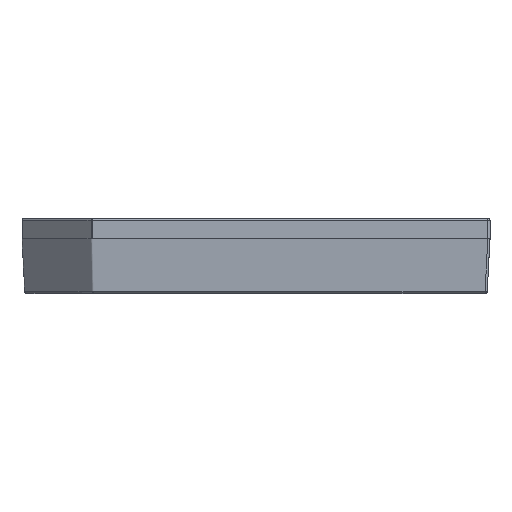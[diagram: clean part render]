
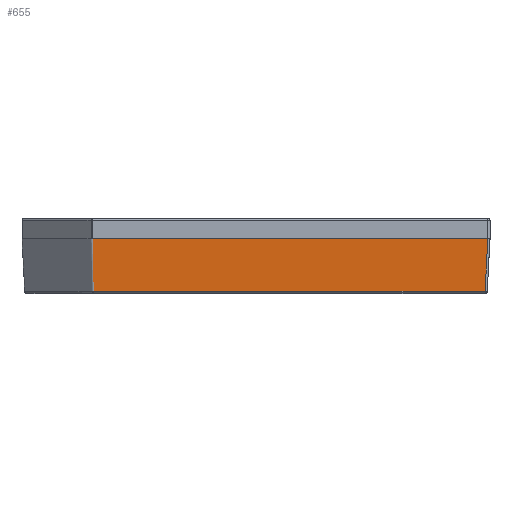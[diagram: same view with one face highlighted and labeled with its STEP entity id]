
A CAD part, top view. The second image highlights one B-rep face of the part: STEP entity #655.
In plain terms, the highlighted planar face has unit normal (0, -0.052, 0.999).
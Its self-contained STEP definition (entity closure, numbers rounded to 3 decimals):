
#46 = CARTESIAN_POINT ( 'NONE',  ( -7.509, 0., 9.1 ) ) ;
#655 = ADVANCED_FACE ( 'NONE', ( #13491 ), #13762, .F. ) ;
#1031 = EDGE_CURVE ( 'NONE', #4272, #9882, #1364, .T. ) ;
#1172 = CARTESIAN_POINT ( 'NONE',  ( -7.55, -2.405, 8.974 ) ) ;
#1364 = LINE ( 'NONE', #8120, #8221 ) ;
#1771 = EDGE_CURVE ( 'NONE', #6566, #9882, #16131, .T. ) ;
#1939 = ORIENTED_EDGE ( 'NONE', *, *, #15786, .F. ) ;
#1996 = CARTESIAN_POINT ( 'NONE',  ( -7.55, 0., 9.1 ) ) ;
#3517 = VERTEX_POINT ( 'NONE', #10253 ) ;
#3534 = ORIENTED_EDGE ( 'NONE', *, *, #12765, .F. ) ;
#3945 = DIRECTION ( 'NONE',  ( 1., 0., 0. ) ) ;
#4178 = EDGE_CURVE ( 'NONE', #6076, #3517, #11588, .T. ) ;
#4272 = VERTEX_POINT ( 'NONE', #13447 ) ;
#4608 = DIRECTION ( 'NONE',  ( 1., 0., 0. ) ) ;
#5077 = CARTESIAN_POINT ( 'NONE',  ( -7.509, 0.001, 9.1 ) ) ;
#5216 = DIRECTION ( 'NONE',  ( 1., 0., 0. ) ) ;
#5399 = VECTOR ( 'NONE', #5216, 1000. ) ;
#5758 = EDGE_LOOP ( 'NONE', ( #8138, #11737, #15473, #1939, #3534, #16900 ) ) ;
#5834 = CARTESIAN_POINT ( 'NONE',  ( 10.65, 0., 9.1 ) ) ;
#6076 = VERTEX_POINT ( 'NONE', #11257 ) ;
#6566 = VERTEX_POINT ( 'NONE', #5834 ) ;
#7245 = CARTESIAN_POINT ( 'NONE',  ( 10.65, 0., 9.1 ) ) ;
#7552 = DIRECTION ( 'NONE',  ( 1., 0., 0. ) ) ;
#7655 = LINE ( 'NONE', #12794, #13004 ) ;
#8120 = CARTESIAN_POINT ( 'NONE',  ( 10.6, -0.949, 9.05 ) ) ;
#8138 = ORIENTED_EDGE ( 'NONE', *, *, #14208, .T. ) ;
#8221 = VECTOR ( 'NONE', #17263, 1000. ) ;
#9042 = AXIS2_PLACEMENT_3D ( 'NONE', #10205, #14291, #7552 ) ;
#9473 = CARTESIAN_POINT ( 'NONE',  ( -7.55, 0., 9.1 ) ) ;
#9882 = VERTEX_POINT ( 'NONE', #7245 ) ;
#10205 = CARTESIAN_POINT ( 'NONE',  ( -7.55, 0., 9.1 ) ) ;
#10253 = CARTESIAN_POINT ( 'NONE',  ( -7.456, -2.405, 8.974 ) ) ;
#11257 = CARTESIAN_POINT ( 'NONE',  ( -7.509, 0., 9.1 ) ) ;
#11406 = LINE ( 'NONE', #1996, #13428 ) ;
#11588 = LINE ( 'NONE', #5077, #11931 ) ;
#11737 = ORIENTED_EDGE ( 'NONE', *, *, #1031, .T. ) ;
#11931 = VECTOR ( 'NONE', #17008, 1000. ) ;
#12556 = DIRECTION ( 'NONE',  ( 1., 0., 0. ) ) ;
#12765 = EDGE_CURVE ( 'NONE', #6076, #13971, #7655, .T. ) ;
#12794 = CARTESIAN_POINT ( 'NONE',  ( -7.55, 0., 9.1 ) ) ;
#13004 = VECTOR ( 'NONE', #4608, 1000. ) ;
#13428 = VECTOR ( 'NONE', #12556, 1000. ) ;
#13447 = CARTESIAN_POINT ( 'NONE',  ( 10.524, -2.405, 8.974 ) ) ;
#13491 = FACE_OUTER_BOUND ( 'NONE', #5758, .T. ) ;
#13762 = PLANE ( 'NONE',  #9042 ) ;
#13971 = VERTEX_POINT ( 'NONE', #46 ) ;
#14208 = EDGE_CURVE ( 'NONE', #3517, #4272, #15999, .T. ) ;
#14291 = DIRECTION ( 'NONE',  ( 0., 0.052, -0.999 ) ) ;
#15473 = ORIENTED_EDGE ( 'NONE', *, *, #1771, .F. ) ;
#15786 = EDGE_CURVE ( 'NONE', #13971, #6566, #11406, .T. ) ;
#15999 = LINE ( 'NONE', #1172, #5399 ) ;
#16131 = LINE ( 'NONE', #9473, #16929 ) ;
#16900 = ORIENTED_EDGE ( 'NONE', *, *, #4178, .T. ) ;
#16929 = VECTOR ( 'NONE', #3945, 1000. ) ;
#17008 = DIRECTION ( 'NONE',  ( 0.022, -0.998, -0.052 ) ) ;
#17263 = DIRECTION ( 'NONE',  ( 0.052, 0.997, 0.052 ) ) ;
